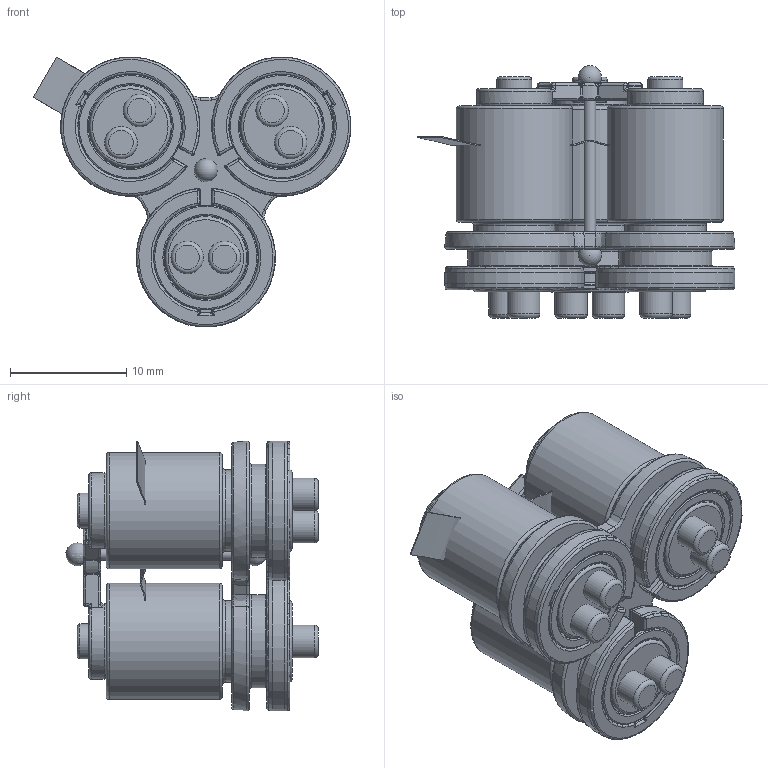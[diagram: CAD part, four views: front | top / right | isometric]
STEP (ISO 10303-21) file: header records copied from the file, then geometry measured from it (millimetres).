
FILE_DESCRIPTION(/* description */ ('','CAx-IF Rec.Pracs.---Representation and Presentation of Product Manufacturing Information (PMI)---4.0---2014-10-13'),/* implementation_level */ '2;1');
FILE_NAME(/* name */ 'patch_assembly v7.step',/* time_stamp */ '2025-01-07T13:56:31-08:00',/* author */ (''),/* organization */ (''),/* preprocessor_version */ 'ST-DEVELOPER v20',/* originating_system */ 'Autodesk Translation Framework v13.20.0.188',/* authorisation */ '');
FILE_SCHEMA (('AP242_MANAGED_MODEL_BASED_3D_ENGINEERING_MIM_LF { 1 0 10303 442 1 1 4 }'));
Length unit declared in the file: millimetre
Products named in the file (8): patch_assembly; optode; grommet; RubberString; springtop; clip; PCB12; PCBMain
Assembly tree (12 placements, depth 2):
  patch_assembly
    optode  x3
    grommet
    RubberString
    springtop
    clip  x3
    PCB12  x2
    PCBMain
Bounding box: 27.34 x 21.73 x 23.22 mm (x, y, z)
Volume: 4161.9 mm3; surface area: 5197.8 mm2
Topology: 18 solids, 18 shells, 757 faces, 1779 edges, 1026 vertices
Faces by surface type: bspline 278, cylinder 167, plane 136, torus 125, sphere 26, cone 25
Full cylindrical faces by diameter (mm): 1 x1, 1.5 x1, 2.8 x12, 3 x3, 3.5 x3, 6.5 x3, 7 x3, 7.2 x3, 8 x6, 9 x6, 10 x3
Entity records: 22573 total; most frequent: CARTESIAN_POINT 13154, ORIENTED_EDGE 2106, DIRECTION 1554, EDGE_CURVE 1053, AXIS2_PLACEMENT_3D 694, VERTEX_POINT 640, EDGE_LOOP 483, B_SPLINE_CURVE_WITH_KNOTS 466
